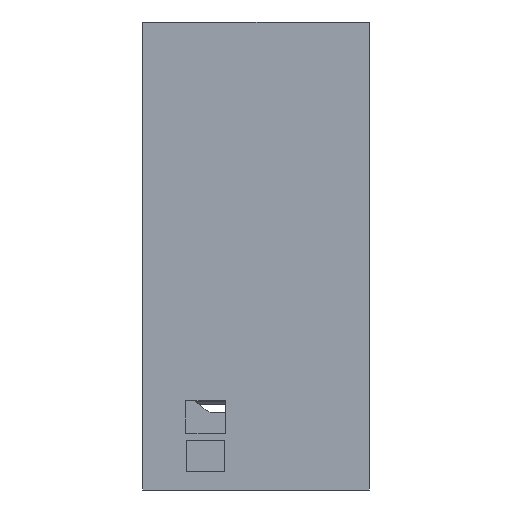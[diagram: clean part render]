
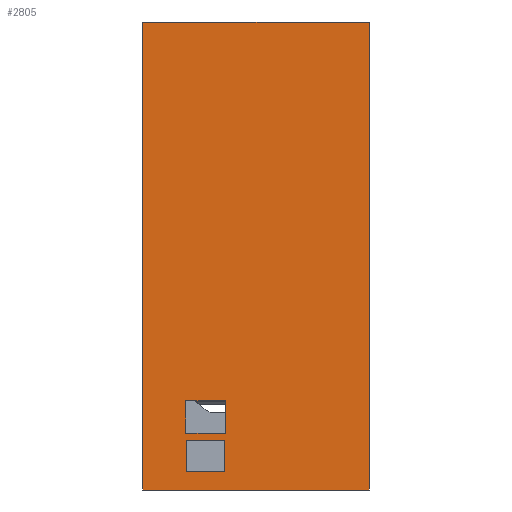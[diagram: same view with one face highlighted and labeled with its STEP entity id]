
A CAD part, left-side view. The second image highlights one B-rep face of the part: STEP entity #2805.
In plain terms, the highlighted free-form (B-spline) face has degree [1, 1] with [2, 2] control points.
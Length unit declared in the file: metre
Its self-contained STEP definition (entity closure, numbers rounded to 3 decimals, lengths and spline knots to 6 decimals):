
#122=LINE('',#4014,#419);
#123=LINE('',#4017,#420);
#124=LINE('',#4019,#421);
#125=LINE('',#4021,#422);
#126=LINE('',#4022,#423);
#127=LINE('',#4025,#424);
#128=LINE('',#4027,#425);
#129=LINE('',#4029,#426);
#130=LINE('',#4030,#427);
#131=LINE('',#4033,#428);
#132=LINE('',#4035,#429);
#133=LINE('',#4037,#430);
#419=VECTOR('',#3228,1.);
#420=VECTOR('',#3229,1.);
#421=VECTOR('',#3230,1.);
#422=VECTOR('',#3231,1.);
#423=VECTOR('',#3232,1.);
#424=VECTOR('',#3233,1.);
#425=VECTOR('',#3234,1.);
#426=VECTOR('',#3235,1.);
#427=VECTOR('',#3236,1.);
#428=VECTOR('',#3237,1.);
#429=VECTOR('',#3238,1.);
#430=VECTOR('',#3239,1.);
#630=B_SPLINE_SURFACE_WITH_KNOTS('',1,1,((#4010,#4011),(#4012,#4013)),
 .PLANE_SURF.,.F.,.F.,.F.,(2,2),(2,2),(0.,1.),(0.,1.),.UNSPECIFIED.);
#923=ORIENTED_EDGE('',*,*,#1755,.F.);
#924=ORIENTED_EDGE('',*,*,#1756,.F.);
#925=ORIENTED_EDGE('',*,*,#1757,.T.);
#926=ORIENTED_EDGE('',*,*,#1758,.T.);
#927=ORIENTED_EDGE('',*,*,#1759,.F.);
#928=ORIENTED_EDGE('',*,*,#1760,.T.);
#929=ORIENTED_EDGE('',*,*,#1761,.T.);
#930=ORIENTED_EDGE('',*,*,#1762,.F.);
#931=ORIENTED_EDGE('',*,*,#1763,.F.);
#932=ORIENTED_EDGE('',*,*,#1764,.T.);
#933=ORIENTED_EDGE('',*,*,#1765,.T.);
#934=ORIENTED_EDGE('',*,*,#1766,.F.);
#1755=EDGE_CURVE('',#2170,#2171,#122,.T.);
#1756=EDGE_CURVE('',#2172,#2170,#123,.T.);
#1757=EDGE_CURVE('',#2172,#2173,#124,.T.);
#1758=EDGE_CURVE('',#2173,#2171,#125,.T.);
#1759=EDGE_CURVE('',#2174,#2175,#126,.T.);
#1760=EDGE_CURVE('',#2174,#2176,#127,.T.);
#1761=EDGE_CURVE('',#2176,#2177,#128,.T.);
#1762=EDGE_CURVE('',#2175,#2177,#129,.T.);
#1763=EDGE_CURVE('',#2178,#2179,#130,.T.);
#1764=EDGE_CURVE('',#2178,#2180,#131,.T.);
#1765=EDGE_CURVE('',#2180,#2181,#132,.T.);
#1766=EDGE_CURVE('',#2179,#2181,#133,.T.);
#2170=VERTEX_POINT('',#4015);
#2171=VERTEX_POINT('',#4016);
#2172=VERTEX_POINT('',#4018);
#2173=VERTEX_POINT('',#4020);
#2174=VERTEX_POINT('',#4023);
#2175=VERTEX_POINT('',#4024);
#2176=VERTEX_POINT('',#4026);
#2177=VERTEX_POINT('',#4028);
#2178=VERTEX_POINT('',#4031);
#2179=VERTEX_POINT('',#4032);
#2180=VERTEX_POINT('',#4034);
#2181=VERTEX_POINT('',#4036);
#2397=EDGE_LOOP('',(#923,#924,#925,#926));
#2398=EDGE_LOOP('',(#927,#928,#929,#930));
#2399=EDGE_LOOP('',(#931,#932,#933,#934));
#2592=FACE_BOUND('',#2397,.T.);
#2593=FACE_BOUND('',#2398,.T.);
#2594=FACE_BOUND('',#2399,.T.);
#2805=ADVANCED_FACE('',(#2592,#2593,#2594),#630,.T.);
#3228=DIRECTION('',(0.,0.,1.));
#3229=DIRECTION('',(0.,1.,0.));
#3230=DIRECTION('',(0.,0.,1.));
#3231=DIRECTION('',(0.,1.,0.));
#3232=DIRECTION('',(0.,0.,1.));
#3233=DIRECTION('',(0.,1.,0.));
#3234=DIRECTION('',(0.,0.,1.));
#3235=DIRECTION('',(0.,1.,0.));
#3236=DIRECTION('',(0.,-1.,0.));
#3237=DIRECTION('',(0.,0.,1.));
#3238=DIRECTION('',(0.,-1.,0.));
#3239=DIRECTION('',(0.,0.,1.));
#4010=CARTESIAN_POINT('',(-0.198787,-0.108,-0.1815));
#4011=CARTESIAN_POINT('',(-0.198787,0.068,-0.1815));
#4012=CARTESIAN_POINT('',(-0.198787,-0.108,0.1815));
#4013=CARTESIAN_POINT('',(-0.198787,0.068,0.1815));
#4014=CARTESIAN_POINT('',(-0.198787,0.06,0.));
#4015=CARTESIAN_POINT('',(-0.198787,0.06,-0.165));
#4016=CARTESIAN_POINT('',(-0.198787,0.06,0.165));
#4017=CARTESIAN_POINT('',(-0.198787,-0.1,-0.165));
#4018=CARTESIAN_POINT('',(-0.198787,-0.1,-0.165));
#4019=CARTESIAN_POINT('',(-0.198787,-0.1,0.));
#4020=CARTESIAN_POINT('',(-0.198787,-0.1,0.165));
#4021=CARTESIAN_POINT('',(-0.198787,-0.1,0.165));
#4022=CARTESIAN_POINT('',(-0.198787,0.0015,-0.1135));
#4023=CARTESIAN_POINT('',(-0.198787,0.0015,-0.125));
#4024=CARTESIAN_POINT('',(-0.198787,0.0015,-0.102));
#4025=CARTESIAN_POINT('',(-0.198787,0.0155,-0.125));
#4026=CARTESIAN_POINT('',(-0.198787,0.0295,-0.125));
#4027=CARTESIAN_POINT('',(-0.198787,0.0295,-0.1135));
#4028=CARTESIAN_POINT('',(-0.198787,0.0295,-0.102));
#4029=CARTESIAN_POINT('',(-0.198787,0.0155,-0.102));
#4030=CARTESIAN_POINT('',(-0.198787,0.0155,-0.152));
#4031=CARTESIAN_POINT('',(-0.198787,0.029,-0.152));
#4032=CARTESIAN_POINT('',(-0.198787,0.002,-0.152));
#4033=CARTESIAN_POINT('',(-0.198787,0.029,-0.141));
#4034=CARTESIAN_POINT('',(-0.198787,0.029,-0.13));
#4035=CARTESIAN_POINT('',(-0.198787,0.0155,-0.13));
#4036=CARTESIAN_POINT('',(-0.198787,0.002,-0.13));
#4037=CARTESIAN_POINT('',(-0.198787,0.002,-0.141));
